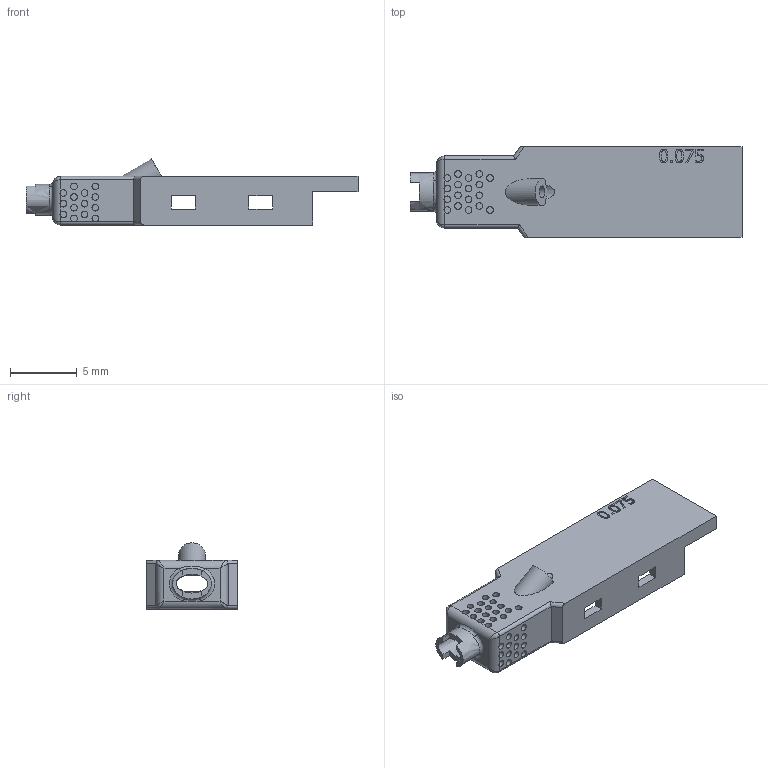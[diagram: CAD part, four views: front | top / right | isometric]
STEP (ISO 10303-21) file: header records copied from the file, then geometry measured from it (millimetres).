
FILE_DESCRIPTION(/* description */ (''),/* implementation_level */ '2;1');
FILE_NAME(/* name */ 'np2_cuff2.0_0.075.stp',/* time_stamp */ '2025-10-02T18:43:15-06:00',/* author */ ('joao'),/* organization */ (''),/* preprocessor_version */ 'ST-DEVELOPER v20.1',/* originating_system */ 'Autodesk Inventor 2026',/* authorisation */ '');
FILE_SCHEMA (('AUTOMOTIVE_DESIGN { 1 0 10303 214 3 1 1 }'));
Length unit declared in the file: millimetre
Products named in the file (1): np2_main_chassisCHv2
Bounding box: 24.9 x 6.8 x 4.96 mm (x, y, z)
Volume: 228.3 mm3; surface area: 750.4 mm2
Topology: 1 solids, 1 shells, 308 faces, 761 edges, 534 vertices
Faces by surface type: plane 155, cylinder 101, bspline 51, cone 1
Full cylindrical faces by diameter (mm): 0.5 x71, 0.9 x1
Entity records: 10289 total; most frequent: CARTESIAN_POINT 3201, ORIENTED_EDGE 1464, DIRECTION 1337, EDGE_CURVE 732, VERTEX_POINT 480, AXIS2_PLACEMENT_3D 479, LINE 379, VECTOR 379
